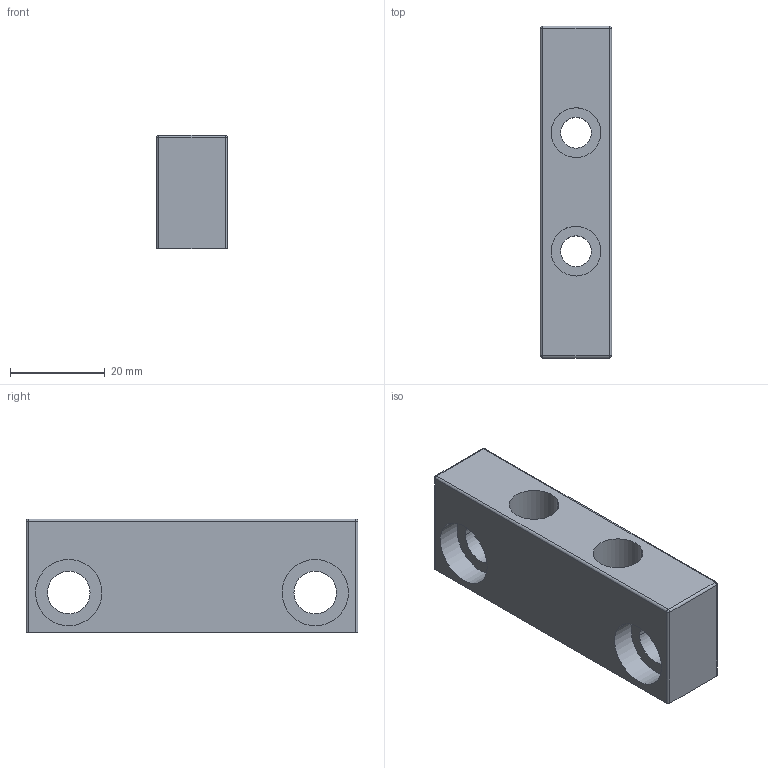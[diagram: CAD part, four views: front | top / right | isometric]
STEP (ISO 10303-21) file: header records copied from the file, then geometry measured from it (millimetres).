
FILE_DESCRIPTION(('CATIA V5 STEP Exchange'),'2;1');
FILE_NAME('VSOTR1100-Z021 - Fe - 20 Pcs.stp','2022-07-11T10:25:33+00:00',('none'),('none'),'CATIA Version 5 Release 21 GA (IN-10)','CATIA V5 STEP AP214','none');
FILE_SCHEMA(('AUTOMOTIVE_DESIGN { 1 0 10303 214 1 1 1 1 }'));
Length unit declared in the file: millimetre
Products named in the file (1): VSOTR1100-Z021
Bounding box: 15 x 70 x 24 mm (x, y, z)
Volume: 19926.8 mm3; surface area: 7921.9 mm2
Topology: 1 solids, 1 shells, 38 faces, 88 edges, 52 vertices
Faces by surface type: cylinder 24, plane 10, sphere 4
Entity records: 1000 total; most frequent: ORIENTED_EDGE 168, CARTESIAN_POINT 165, DIRECTION 140, EDGE_CURVE 84, AXIS2_PLACEMENT_3D 77, VERTEX_POINT 52, EDGE_LOOP 50, CIRCLE 48
